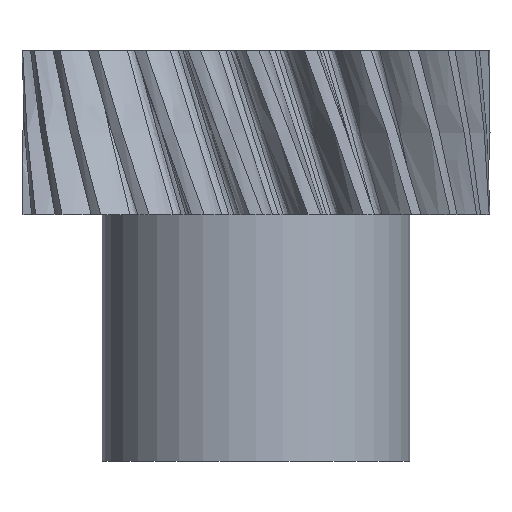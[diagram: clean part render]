
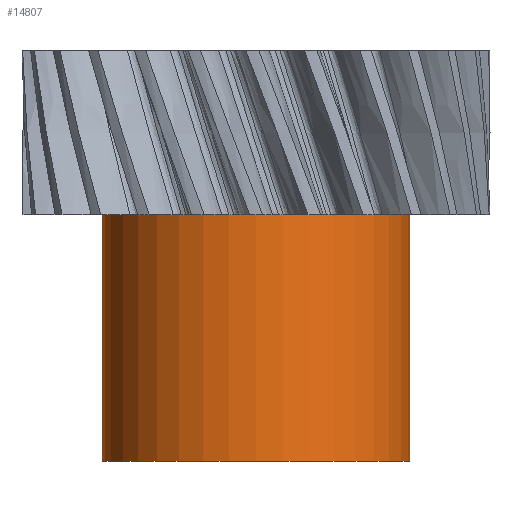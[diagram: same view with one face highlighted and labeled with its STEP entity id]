
A CAD part, front view. The second image highlights one B-rep face of the part: STEP entity #14807.
In plain terms, the highlighted cylindrical face has radius 37.5 mm (diameter 75 mm), a partial arc.
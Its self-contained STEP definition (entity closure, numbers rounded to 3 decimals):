
#7923 = EDGE_CURVE ( 'NONE', #14846, #14847, #14528, .T. ) ;
#8167 = DIRECTION ( 'NONE',  ( 0., 0., 1. ) ) ;
#8168 = VECTOR ( 'NONE', #8167, 1000. ) ;
#8169 = CARTESIAN_POINT ( 'NONE',  ( 37.5, 0., 0. ) ) ;
#8246 = DIRECTION ( 'NONE',  ( 0., 0., 1. ) ) ;
#8247 = VECTOR ( 'NONE', #8246, 1000. ) ;
#8254 = LINE ( 'NONE', #8257, #8247 ) ;
#8255 = CARTESIAN_POINT ( 'NONE',  ( 0., 0., -60. ) ) ;
#8257 = CARTESIAN_POINT ( 'NONE',  ( -37.5, 0., -60. ) ) ;
#8258 = FACE_OUTER_BOUND ( 'NONE', #14792, .T. ) ;
#8261 = AXIS2_PLACEMENT_3D ( 'NONE', #8255, #8300, #8299 ) ;
#8273 = CYLINDRICAL_SURFACE ( 'NONE', #8261, 37.5 ) ;
#8274 = CARTESIAN_POINT ( 'NONE',  ( 37.5, 0., -60. ) ) ;
#8277 = CARTESIAN_POINT ( 'NONE',  ( -37.5, 0., -60. ) ) ;
#8299 = DIRECTION ( 'NONE',  ( 1., 0., 0. ) ) ;
#8300 = DIRECTION ( 'NONE',  ( 0., 0., 1. ) ) ;
#8343 = CARTESIAN_POINT ( 'NONE',  ( 37.5, 0., -60. ) ) ;
#8344 = LINE ( 'NONE', #8343, #8168 ) ;
#8347 = CARTESIAN_POINT ( 'NONE',  ( -37.5, 0., 0. ) ) ;
#10541 = EDGE_CURVE ( 'NONE', #14800, #14802, #16709, .T. ) ;
#14524 = AXIS2_PLACEMENT_3D ( 'NONE', #14562, #14561, #14560 ) ;
#14528 = CIRCLE ( 'NONE', #14524, 37.5 ) ;
#14560 = DIRECTION ( 'NONE',  ( 1., 0., 0. ) ) ;
#14561 = DIRECTION ( 'NONE',  ( 0., 0., 1. ) ) ;
#14562 = CARTESIAN_POINT ( 'NONE',  ( 0., 0., 0. ) ) ;
#14747 = ORIENTED_EDGE ( 'NONE', *, *, #14844, .T. ) ;
#14748 = ORIENTED_EDGE ( 'NONE', *, *, #7923, .F. ) ;
#14788 = ORIENTED_EDGE ( 'NONE', *, *, #10541, .T. ) ;
#14792 = EDGE_LOOP ( 'NONE', ( #14811, #14788, #14747, #14748 ) ) ;
#14800 = VERTEX_POINT ( 'NONE', #8277 ) ;
#14801 = EDGE_CURVE ( 'NONE', #14800, #14846, #8254, .T. ) ;
#14802 = VERTEX_POINT ( 'NONE', #8274 ) ;
#14807 = ADVANCED_FACE ( 'NONE', ( #8258 ), #8273, .T. ) ;
#14811 = ORIENTED_EDGE ( 'NONE', *, *, #14801, .F. ) ;
#14844 = EDGE_CURVE ( 'NONE', #14802, #14847, #8344, .T. ) ;
#14846 = VERTEX_POINT ( 'NONE', #8347 ) ;
#14847 = VERTEX_POINT ( 'NONE', #8169 ) ;
#16454 = DIRECTION ( 'NONE',  ( 1., 0., 0. ) ) ;
#16455 = DIRECTION ( 'NONE',  ( 0., 0., 1. ) ) ;
#16456 = AXIS2_PLACEMENT_3D ( 'NONE', #16461, #16455, #16454 ) ;
#16461 = CARTESIAN_POINT ( 'NONE',  ( 0., 0., -60. ) ) ;
#16709 = CIRCLE ( 'NONE', #16456, 37.5 ) ;
